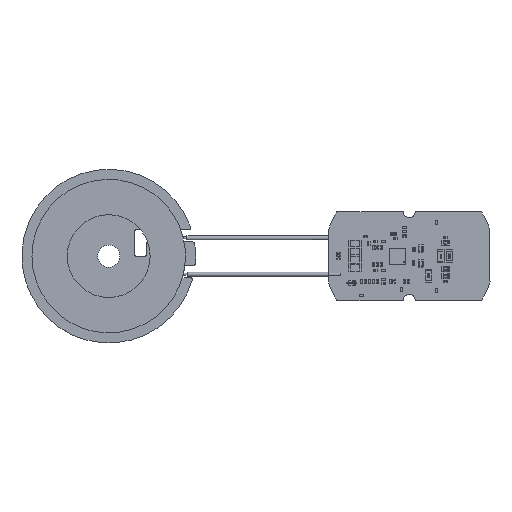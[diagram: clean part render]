
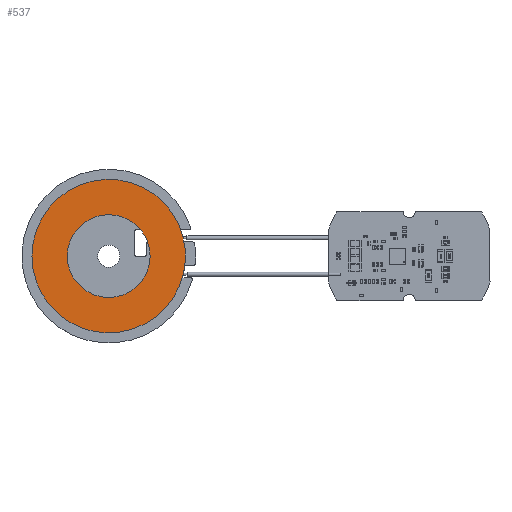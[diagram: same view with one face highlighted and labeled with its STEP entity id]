
A CAD part, top view. The second image highlights one B-rep face of the part: STEP entity #537.
In plain terms, the highlighted planar face has unit normal (0, 0, 1).
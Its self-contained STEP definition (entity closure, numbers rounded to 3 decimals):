
#180=CARTESIAN_POINT('',(-55.918,-4.504,0.5));
#185=CARTESIAN_POINT('',(-74.377,0.,0.5));
#186=DIRECTION('',(0.,0.,1.));
#187=DIRECTION('',(0.971,-0.237,0.));
#188=AXIS2_PLACEMENT_3D('',#185,#186,#187);
#231=CARTESIAN_POINT('',(-74.377,0.,0.5));
#232=DIRECTION('',(0.,0.,-1.));
#233=DIRECTION('',(1.,0.,0.));
#234=AXIS2_PLACEMENT_3D('',#231,#232,#233);
#239=CARTESIAN_POINT('',(-74.377,0.,0.5));
#240=DIRECTION('',(0.,0.,-1.));
#241=DIRECTION('',(-1.,0.,0.));
#242=AXIS2_PLACEMENT_3D('',#239,#240,#241);
#247=CARTESIAN_POINT('',(-74.377,0.,0.5));
#248=DIRECTION('',(0.,0.,1.));
#249=DIRECTION('',(-1.,0.,0.));
#250=AXIS2_PLACEMENT_3D('',#247,#248,#249);
#353=CARTESIAN_POINT('',(-64.127,0.,0.5));
#354=CARTESIAN_POINT('',(-84.627,0.,0.5));
#355=VERTEX_POINT('',#353);
#356=VERTEX_POINT('',#354);
#358=CARTESIAN_POINT('',(-93.377,0.,0.5));
#360=VERTEX_POINT('',#358);
#374=VERTEX_POINT('',#180);
#524=CARTESIAN_POINT('',(0.,0.,0.5));
#525=DIRECTION('',(0.,0.,1.));
#526=DIRECTION('',(1.,0.,0.));
#527=AXIS2_PLACEMENT_3D('',#524,#525,#526);
#528=PLANE('',#527);
#529=ORIENTED_EDGE('',*,*,#431,.F.);
#530=ORIENTED_EDGE('',*,*,#474,.F.);
#531=EDGE_LOOP('',(#529,#530));
#532=FACE_OUTER_BOUND('',#531,.F.);
#533=ORIENTED_EDGE('',*,*,#504,.F.);
#534=ORIENTED_EDGE('',*,*,#518,.F.);
#535=EDGE_LOOP('',(#533,#534));
#536=FACE_BOUND('',#535,.F.);
#537=ADVANCED_FACE('',(#532,#536),#528,.T.);
#189=CIRCLE('',#188,19.);
#235=CIRCLE('',#234,10.25);
#243=CIRCLE('',#242,10.25);
#251=CIRCLE('',#250,19.);
#431=EDGE_CURVE('',#360,#374,#251,.T.);
#474=EDGE_CURVE('',#374,#360,#189,.T.);
#504=EDGE_CURVE('',#355,#356,#235,.T.);
#518=EDGE_CURVE('',#356,#355,#243,.T.);
